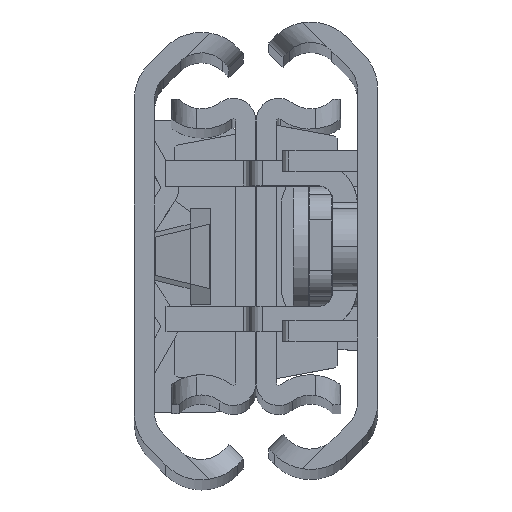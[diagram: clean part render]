
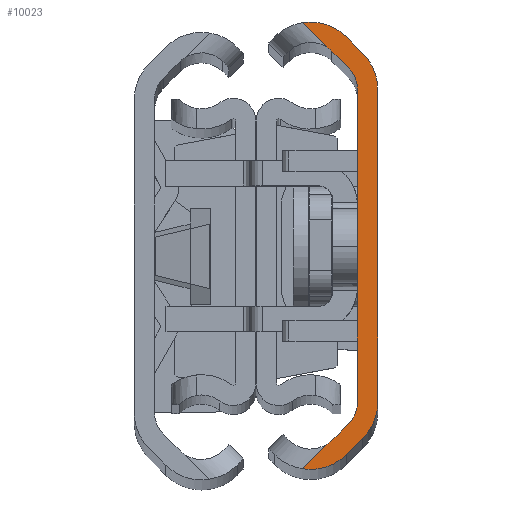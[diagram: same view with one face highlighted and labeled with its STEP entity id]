
A CAD part, top view. The second image highlights one B-rep face of the part: STEP entity #10023.
In plain terms, the highlighted face is planar.
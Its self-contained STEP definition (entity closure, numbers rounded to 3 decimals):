
#76 = CARTESIAN_POINT ( 'NONE',  ( 2.486, -16.484, -457.2 ) ) ;
#262 = DIRECTION ( 'NONE',  ( 1., 0., 0. ) ) ;
#301 = CIRCLE ( 'NONE', #2558, 4. ) ;
#346 = VERTEX_POINT ( 'NONE', #8298 ) ;
#351 = DIRECTION ( 'NONE',  ( 1., 0., 0. ) ) ;
#680 = ORIENTED_EDGE ( 'NONE', *, *, #9280, .F. ) ;
#800 = DIRECTION ( 'NONE',  ( 1., 0., 0. ) ) ;
#1006 = CARTESIAN_POINT ( 'NONE',  ( 0., -12.342, -457.2 ) ) ;
#1010 = EDGE_CURVE ( 'NONE', #8231, #11371, #9562, .T. ) ;
#1047 = DIRECTION ( 'NONE',  ( 0., 0., 1. ) ) ;
#1088 = DIRECTION ( 'NONE',  ( 0., 1., 0. ) ) ;
#1205 = EDGE_LOOP ( 'NONE', ( #10339, #12184, #5983, #680, #1206, #11368, #5263, #1296, #12642, #8130, #1228, #11436, #11270, #7079, #10067, #9854 ) ) ;
#1206 = ORIENTED_EDGE ( 'NONE', *, *, #6850, .F. ) ;
#1228 = ORIENTED_EDGE ( 'NONE', *, *, #2815, .F. ) ;
#1296 = ORIENTED_EDGE ( 'NONE', *, *, #4385, .F. ) ;
#1308 = VERTEX_POINT ( 'NONE', #1006 ) ;
#1320 = DIRECTION ( 'NONE',  ( 0., 0., 1. ) ) ;
#1391 = EDGE_CURVE ( 'NONE', #8231, #346, #3258, .T. ) ;
#1528 = CIRCLE ( 'NONE', #1951, 2.38 ) ;
#1786 = DIRECTION ( 'NONE',  ( 0., -1., 0. ) ) ;
#1951 = AXIS2_PLACEMENT_3D ( 'NONE', #9347, #4438, #8388 ) ;
#2064 = LINE ( 'NONE', #6014, #3306 ) ;
#2115 = EDGE_CURVE ( 'NONE', #4905, #9706, #6800, .T. ) ;
#2248 = DIRECTION ( 'NONE',  ( 1., 0., 0. ) ) ;
#2330 = CARTESIAN_POINT ( 'NONE',  ( 5.955, 17.596, -457.2 ) ) ;
#2497 = CARTESIAN_POINT ( 'NONE',  ( 5.3, 13.67, -457.2 ) ) ;
#2542 = VERTEX_POINT ( 'NONE', #8580 ) ;
#2558 = AXIS2_PLACEMENT_3D ( 'NONE', #10098, #1047, #262 ) ;
#2642 = CIRCLE ( 'NONE', #9877, 2.4 ) ;
#2645 = EDGE_CURVE ( 'NONE', #1308, #2542, #301, .T. ) ;
#2815 = EDGE_CURVE ( 'NONE', #3645, #346, #5878, .T. ) ;
#3258 = LINE ( 'NONE', #5322, #7871 ) ;
#3306 = VECTOR ( 'NONE', #1088, 1000. ) ;
#3317 = DIRECTION ( 'NONE',  ( 0.707, -0.707, 0. ) ) ;
#3645 = VERTEX_POINT ( 'NONE', #76 ) ;
#3646 = CARTESIAN_POINT ( 'NONE',  ( 1.6, -12.342, -457.2 ) ) ;
#3763 = DIRECTION ( 'NONE',  ( 0., 0., -1. ) ) ;
#3985 = CARTESIAN_POINT ( 'NONE',  ( 4., -12.342, -457.2 ) ) ;
#4123 = VERTEX_POINT ( 'NONE', #12154 ) ;
#4141 = VERTEX_POINT ( 'NONE', #11350 ) ;
#4237 = AXIS2_PLACEMENT_3D ( 'NONE', #8182, #7331, #351 ) ;
#4241 = EDGE_CURVE ( 'NONE', #11540, #5304, #2064, .T. ) ;
#4295 = VECTOR ( 'NONE', #3317, 1000. ) ;
#4374 = DIRECTION ( 'NONE',  ( 0., 0., 1. ) ) ;
#4385 = EDGE_CURVE ( 'NONE', #11371, #4123, #9982, .T. ) ;
#4438 = DIRECTION ( 'NONE',  ( 0., 0., -1. ) ) ;
#4524 = LINE ( 'NONE', #8340, #8219 ) ;
#4547 = CARTESIAN_POINT ( 'NONE',  ( 4., -12.342, -457.2 ) ) ;
#4646 = LINE ( 'NONE', #4772, #8999 ) ;
#4772 = CARTESIAN_POINT ( 'NONE',  ( 2.303, 14.039, -457.2 ) ) ;
#4837 = AXIS2_PLACEMENT_3D ( 'NONE', #6306, #1320, #8251 ) ;
#4905 = VERTEX_POINT ( 'NONE', #2330 ) ;
#4907 = CARTESIAN_POINT ( 'NONE',  ( 4., 12.342, -457.2 ) ) ;
#4978 = CARTESIAN_POINT ( 'NONE',  ( 5.3, -13.67, -457.2 ) ) ;
#5102 = DIRECTION ( 'NONE',  ( 0., 0., -1. ) ) ;
#5141 = DIRECTION ( 'NONE',  ( 0.707, -0.707, 0. ) ) ;
#5263 = ORIENTED_EDGE ( 'NONE', *, *, #7477, .F. ) ;
#5304 = VERTEX_POINT ( 'NONE', #9350 ) ;
#5322 = CARTESIAN_POINT ( 'NONE',  ( 6.479, -18.12, -457.2 ) ) ;
#5408 = CARTESIAN_POINT ( 'NONE',  ( 2.486, 16.484, -457.2 ) ) ;
#5737 = VERTEX_POINT ( 'NONE', #11118 ) ;
#5878 = CIRCLE ( 'NONE', #4837, 3.98 ) ;
#5983 = ORIENTED_EDGE ( 'NONE', *, *, #12236, .F. ) ;
#6014 = CARTESIAN_POINT ( 'NONE',  ( 1.6, 0., -457.2 ) ) ;
#6134 = CIRCLE ( 'NONE', #10061, 2.4 ) ;
#6306 = CARTESIAN_POINT ( 'NONE',  ( 5.3, -13.67, -457.2 ) ) ;
#6510 = CIRCLE ( 'NONE', #4237, 4. ) ;
#6707 = EDGE_CURVE ( 'NONE', #9594, #4141, #4524, .T. ) ;
#6800 = LINE ( 'NONE', #10606, #12389 ) ;
#6848 = LINE ( 'NONE', #10596, #7329 ) ;
#6850 = EDGE_CURVE ( 'NONE', #5304, #5737, #2642, .T. ) ;
#6887 = DIRECTION ( 'NONE',  ( -0.707, 0.707, 0. ) ) ;
#7079 = ORIENTED_EDGE ( 'NONE', *, *, #12275, .F. ) ;
#7267 = FACE_OUTER_BOUND ( 'NONE', #1205, .T. ) ;
#7329 = VECTOR ( 'NONE', #1786, 1000. ) ;
#7331 = DIRECTION ( 'NONE',  ( 0., 0., 1. ) ) ;
#7348 = VECTOR ( 'NONE', #6887, 1000. ) ;
#7422 = DIRECTION ( 'NONE',  ( 1., 0., 0. ) ) ;
#7477 = EDGE_CURVE ( 'NONE', #4123, #11540, #6134, .T. ) ;
#7528 = AXIS2_PLACEMENT_3D ( 'NONE', #2497, #4374, #7422 ) ;
#7871 = VECTOR ( 'NONE', #5141, 1000. ) ;
#8050 = CARTESIAN_POINT ( 'NONE',  ( 2.303, -14.039, -457.2 ) ) ;
#8130 = ORIENTED_EDGE ( 'NONE', *, *, #1391, .T. ) ;
#8182 = CARTESIAN_POINT ( 'NONE',  ( 4., 12.342, -457.2 ) ) ;
#8211 = CARTESIAN_POINT ( 'NONE',  ( 4.061, 15.702, -457.2 ) ) ;
#8219 = VECTOR ( 'NONE', #8473, 1000. ) ;
#8231 = VERTEX_POINT ( 'NONE', #8592 ) ;
#8251 = DIRECTION ( 'NONE',  ( 1., 0., 0. ) ) ;
#8298 = CARTESIAN_POINT ( 'NONE',  ( 5.955, -17.596, -457.2 ) ) ;
#8299 = DIRECTION ( 'NONE',  ( 0., 0., 1. ) ) ;
#8340 = CARTESIAN_POINT ( 'NONE',  ( 1.172, 15.17, -457.2 ) ) ;
#8358 = CARTESIAN_POINT ( 'NONE',  ( 1.172, -15.17, -457.2 ) ) ;
#8388 = DIRECTION ( 'NONE',  ( 1., 0., 0. ) ) ;
#8473 = DIRECTION ( 'NONE',  ( -0.707, -0.707, 0. ) ) ;
#8580 = CARTESIAN_POINT ( 'NONE',  ( 1.172, -15.17, -457.2 ) ) ;
#8592 = CARTESIAN_POINT ( 'NONE',  ( 4.061, -15.702, -457.2 ) ) ;
#8719 = DIRECTION ( 'NONE',  ( -0.707, -0.707, 0. ) ) ;
#8999 = VECTOR ( 'NONE', #10603, 1000. ) ;
#9039 = DIRECTION ( 'NONE',  ( 1., 0., 0. ) ) ;
#9263 = LINE ( 'NONE', #8358, #4295 ) ;
#9280 = EDGE_CURVE ( 'NONE', #5737, #9485, #4646, .T. ) ;
#9347 = CARTESIAN_POINT ( 'NONE',  ( 5.3, 13.67, -457.2 ) ) ;
#9350 = CARTESIAN_POINT ( 'NONE',  ( 1.6, 12.342, -457.2 ) ) ;
#9485 = VERTEX_POINT ( 'NONE', #10940 ) ;
#9562 = CIRCLE ( 'NONE', #9773, 2.38 ) ;
#9594 = VERTEX_POINT ( 'NONE', #5408 ) ;
#9706 = VERTEX_POINT ( 'NONE', #8211 ) ;
#9773 = AXIS2_PLACEMENT_3D ( 'NONE', #4978, #5102, #9039 ) ;
#9854 = ORIENTED_EDGE ( 'NONE', *, *, #6707, .F. ) ;
#9877 = AXIS2_PLACEMENT_3D ( 'NONE', #4907, #12025, #2248 ) ;
#9982 = LINE ( 'NONE', #8050, #7348 ) ;
#10023 = ADVANCED_FACE ( 'NONE', ( #7267 ), #11212, .F. ) ;
#10061 = AXIS2_PLACEMENT_3D ( 'NONE', #4547, #3763, #800 ) ;
#10067 = ORIENTED_EDGE ( 'NONE', *, *, #12708, .F. ) ;
#10098 = CARTESIAN_POINT ( 'NONE',  ( 4., -12.342, -457.2 ) ) ;
#10339 = ORIENTED_EDGE ( 'NONE', *, *, #12210, .F. ) ;
#10384 = CARTESIAN_POINT ( 'NONE',  ( 3.617, -15.353, -457.2 ) ) ;
#10385 = VERTEX_POINT ( 'NONE', #11012 ) ;
#10596 = CARTESIAN_POINT ( 'NONE',  ( 0., 0., -457.2 ) ) ;
#10603 = DIRECTION ( 'NONE',  ( 0.707, 0.707, 0. ) ) ;
#10606 = CARTESIAN_POINT ( 'NONE',  ( 5.347, 16.989, -457.2 ) ) ;
#10940 = CARTESIAN_POINT ( 'NONE',  ( 3.617, 15.353, -457.2 ) ) ;
#11012 = CARTESIAN_POINT ( 'NONE',  ( 0., 12.342, -457.2 ) ) ;
#11118 = CARTESIAN_POINT ( 'NONE',  ( 2.303, 14.039, -457.2 ) ) ;
#11212 = PLANE ( 'NONE',  #11477 ) ;
#11270 = ORIENTED_EDGE ( 'NONE', *, *, #2645, .F. ) ;
#11350 = CARTESIAN_POINT ( 'NONE',  ( 1.172, 15.17, -457.2 ) ) ;
#11368 = ORIENTED_EDGE ( 'NONE', *, *, #4241, .F. ) ;
#11371 = VERTEX_POINT ( 'NONE', #10384 ) ;
#11436 = ORIENTED_EDGE ( 'NONE', *, *, #11774, .F. ) ;
#11477 = AXIS2_PLACEMENT_3D ( 'NONE', #3985, #8299, #12239 ) ;
#11540 = VERTEX_POINT ( 'NONE', #3646 ) ;
#11774 = EDGE_CURVE ( 'NONE', #2542, #3645, #9263, .T. ) ;
#11884 = CIRCLE ( 'NONE', #7528, 3.98 ) ;
#12025 = DIRECTION ( 'NONE',  ( 0., 0., -1. ) ) ;
#12154 = CARTESIAN_POINT ( 'NONE',  ( 2.303, -14.039, -457.2 ) ) ;
#12184 = ORIENTED_EDGE ( 'NONE', *, *, #2115, .T. ) ;
#12210 = EDGE_CURVE ( 'NONE', #4905, #9594, #11884, .T. ) ;
#12236 = EDGE_CURVE ( 'NONE', #9485, #9706, #1528, .T. ) ;
#12239 = DIRECTION ( 'NONE',  ( 1., 0., 0. ) ) ;
#12275 = EDGE_CURVE ( 'NONE', #10385, #1308, #6848, .T. ) ;
#12389 = VECTOR ( 'NONE', #8719, 1000. ) ;
#12642 = ORIENTED_EDGE ( 'NONE', *, *, #1010, .F. ) ;
#12708 = EDGE_CURVE ( 'NONE', #4141, #10385, #6510, .T. ) ;
